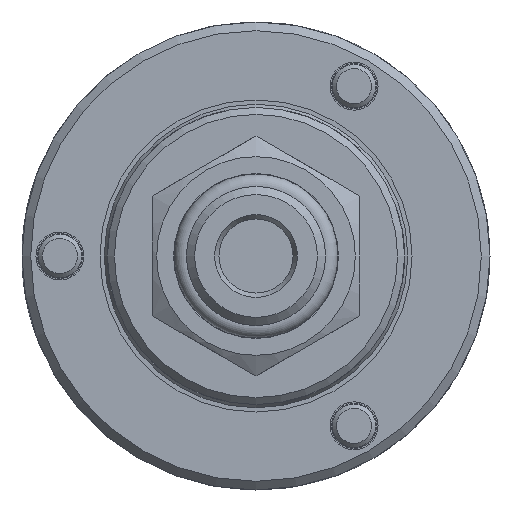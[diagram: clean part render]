
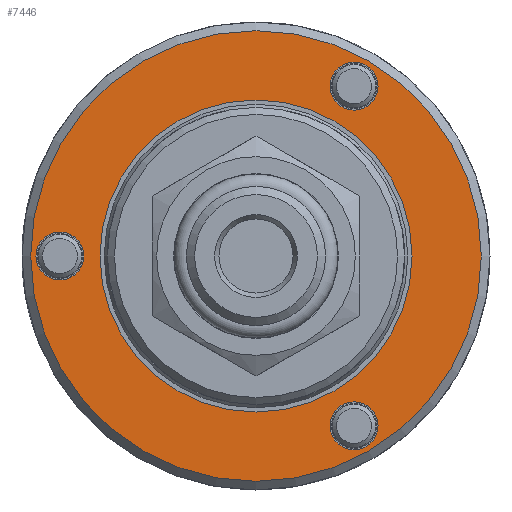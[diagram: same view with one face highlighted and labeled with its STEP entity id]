
A CAD part, left-side view. The second image highlights one B-rep face of the part: STEP entity #7446.
In plain terms, the highlighted planar face has unit normal (-1, 0, 0).
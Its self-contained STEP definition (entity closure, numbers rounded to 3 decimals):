
#287=PLANE('',#7917);
#434=FACE_BOUND('',#2243,.T.);
#435=FACE_BOUND('',#2244,.T.);
#436=FACE_BOUND('',#2245,.T.);
#437=FACE_BOUND('',#2246,.T.);
#1806=FACE_OUTER_BOUND('',#2242,.T.);
#2242=EDGE_LOOP('',(#5051));
#2243=EDGE_LOOP('',(#5052));
#2244=EDGE_LOOP('',(#5053));
#2245=EDGE_LOOP('',(#5054));
#2246=EDGE_LOOP('',(#5055,#5056));
#2727=CIRCLE('',#7915,17.9);
#2728=CIRCLE('',#7916,17.9);
#2729=CIRCLE('',#7918,25.85);
#2730=CIRCLE('',#7919,2.75);
#2731=CIRCLE('',#7920,2.75);
#2732=CIRCLE('',#7921,2.75);
#3053=VERTEX_POINT('',#10685);
#3054=VERTEX_POINT('',#10686);
#3055=VERTEX_POINT('',#10691);
#3056=VERTEX_POINT('',#10693);
#3057=VERTEX_POINT('',#10695);
#3058=VERTEX_POINT('',#10697);
#3853=EDGE_CURVE('',#3053,#3054,#2727,.T.);
#3854=EDGE_CURVE('',#3054,#3053,#2728,.T.);
#3856=EDGE_CURVE('',#3055,#3055,#2729,.T.);
#3857=EDGE_CURVE('',#3056,#3056,#2730,.T.);
#3858=EDGE_CURVE('',#3057,#3057,#2731,.T.);
#3859=EDGE_CURVE('',#3058,#3058,#2732,.T.);
#5051=ORIENTED_EDGE('',*,*,#3856,.F.);
#5052=ORIENTED_EDGE('',*,*,#3857,.T.);
#5053=ORIENTED_EDGE('',*,*,#3858,.T.);
#5054=ORIENTED_EDGE('',*,*,#3859,.T.);
#5055=ORIENTED_EDGE('',*,*,#3853,.T.);
#5056=ORIENTED_EDGE('',*,*,#3854,.T.);
#7446=ADVANCED_FACE('',(#1806,#434,#435,#436,#437),#287,.T.);
#7915=AXIS2_PLACEMENT_3D('',#10687,#8574,#8575);
#7916=AXIS2_PLACEMENT_3D('',#10688,#8576,#8577);
#7917=AXIS2_PLACEMENT_3D('',#10690,#8579,#8580);
#7918=AXIS2_PLACEMENT_3D('',#10692,#8581,#8582);
#7919=AXIS2_PLACEMENT_3D('',#10694,#8583,#8584);
#7920=AXIS2_PLACEMENT_3D('',#10696,#8585,#8586);
#7921=AXIS2_PLACEMENT_3D('',#10698,#8587,#8588);
#8574=DIRECTION('center_axis',(1.,0.,0.));
#8575=DIRECTION('ref_axis',(0.,1.,0.));
#8576=DIRECTION('center_axis',(1.,0.,0.));
#8577=DIRECTION('ref_axis',(0.,1.,0.));
#8579=DIRECTION('center_axis',(-1.,0.,0.));
#8580=DIRECTION('ref_axis',(0.,0.,1.));
#8581=DIRECTION('center_axis',(1.,0.,0.));
#8582=DIRECTION('ref_axis',(0.,-1.,0.));
#8583=DIRECTION('center_axis',(1.,0.,0.));
#8584=DIRECTION('ref_axis',(0.,0.,-1.));
#8585=DIRECTION('center_axis',(1.,0.,0.));
#8586=DIRECTION('ref_axis',(0.,0.866,0.5));
#8587=DIRECTION('center_axis',(1.,0.,0.));
#8588=DIRECTION('ref_axis',(0.,-0.866,0.5));
#10685=CARTESIAN_POINT('',(5.1,17.9,0.));
#10686=CARTESIAN_POINT('',(5.1,-17.9,0.));
#10687=CARTESIAN_POINT('Origin',(5.1,0.,0.));
#10688=CARTESIAN_POINT('Origin',(5.1,0.,0.));
#10690=CARTESIAN_POINT('Origin',(5.1,21.054,0.));
#10691=CARTESIAN_POINT('',(5.1,25.85,0.));
#10692=CARTESIAN_POINT('Origin',(5.1,0.,0.));
#10693=CARTESIAN_POINT('',(5.1,22.5,2.75));
#10694=CARTESIAN_POINT('Origin',(5.1,22.5,0.));
#10695=CARTESIAN_POINT('',(5.1,-13.632,18.111));
#10696=CARTESIAN_POINT('Origin',(5.1,-11.25,19.486));
#10697=CARTESIAN_POINT('',(5.1,-8.868,-20.861));
#10698=CARTESIAN_POINT('Origin',(5.1,-11.25,-19.486));
